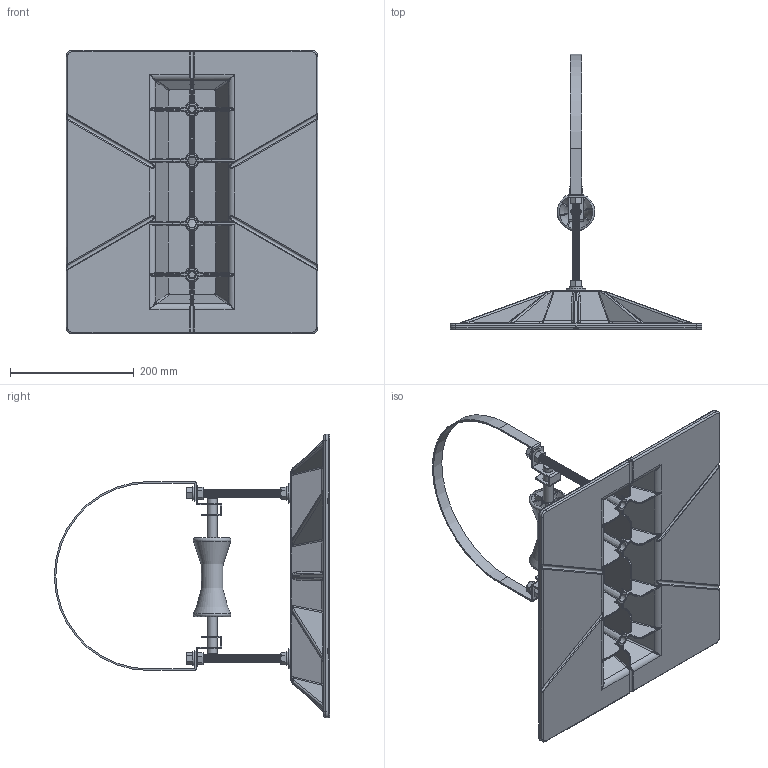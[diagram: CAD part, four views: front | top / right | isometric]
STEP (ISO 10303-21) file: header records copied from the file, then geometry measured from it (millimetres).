
FILE_DESCRIPTION((''),'2;1');
FILE_NAME('6-RAH PIPESTRAP.stp','2012-11-21T09:49:35',('rdavis'),(''),'Autodesk Inventor 2013','Autodesk Inventor 2013','');
FILE_SCHEMA(('AUTOMOTIVE_DESIGN { 1 0 10303 214 1 1 1 1 }'));
Length unit declared in the file: inch
Products named in the file (11): 6-RAH PIPESTRAP; 6-RAH-7 ROLLER ASSY WITH PIPESTRAP; 12 inch all thread_.4875 dia X 8_; Hex Nut_AI_HNUT 0; Z-Fab RR-9; RSB-002; Rollers_5_ Roller; lock washer spring regular_ai_LW 0; 6RAH Strap; 16x18 No Logo; Plain Washer (Inch) 1/2 - Regular - Type B
Assembly tree (21 placements, depth 3):
  6-RAH PIPESTRAP
    6-RAH-7 ROLLER ASSY WITH PIPESTRAP
      12 inch all thread_.4875 dia X 8_  x2
      Hex Nut_AI_HNUT 0  x4
      Z-Fab RR-9
      RSB-002  x2
      Rollers_5_ Roller
      lock washer spring regular_ai_LW 0  x2
      6RAH Strap
    16x18 No Logo
    Hex Nut_AI_HNUT 0  x2
    lock washer spring regular_ai_LW 0  x2
    Plain Washer (Inch) 1/2 - Regular - Type B  x2
Bounding box: 406.4 x 444.25 x 457.2 mm (x, y, z)
Volume: 2212631.9 mm3; surface area: 723952.8 mm2
Topology: 20 solids, 20 shells, 2980 faces, 7642 edges, 4595 vertices
Faces by surface type: bspline 1336, cylinder 612, cone 563, plane 295, torus 118, sphere 56
Full cylindrical faces by diameter (mm): 9.347 x6, 11.113 x8, 12.382 x214, 13.081 x2, 13.487 x2, 16.002 x1, 16.459 x4, 17.398 x1, 31.75 x2, 54.127 x2
Entity records: 145039 total; most frequent: CARTESIAN_POINT 93658, ORIENTED_EDGE 11450, DIRECTION 8135, EDGE_CURVE 5725, AXIS2_PLACEMENT_3D 3609, VERTEX_POINT 3605, EDGE_LOOP 2864, FACE_OUTER_BOUND 2489
